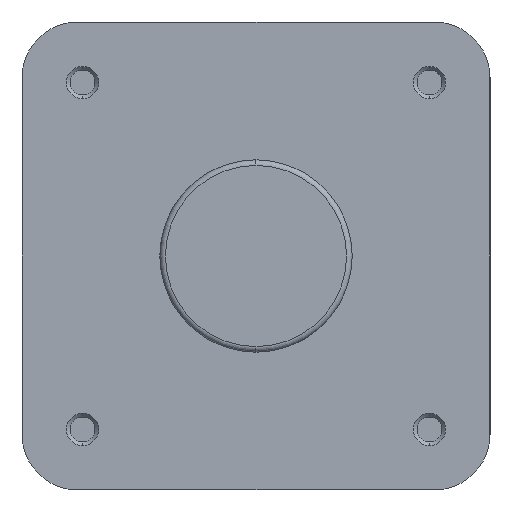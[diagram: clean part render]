
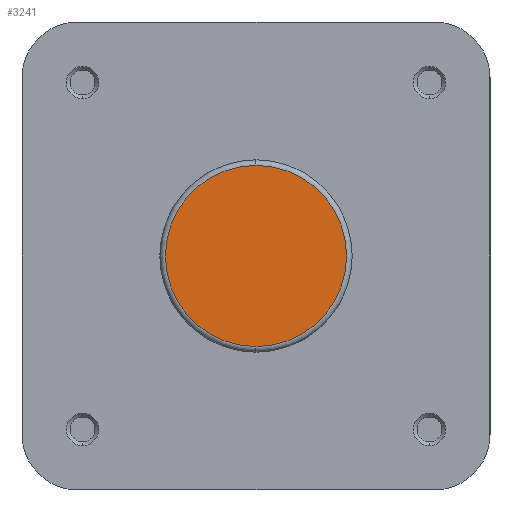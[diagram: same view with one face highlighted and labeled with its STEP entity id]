
A CAD part, left-side view. The second image highlights one B-rep face of the part: STEP entity #3241.
In plain terms, the highlighted planar face has unit normal (-1, 0, 0).
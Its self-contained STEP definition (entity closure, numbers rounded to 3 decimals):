
#548 = EDGE_CURVE ( 'NONE', #1773, #3343, #2361, .T. ) ;
#613 = EDGE_CURVE ( 'NONE', #3343, #1773, #2458, .T. ) ;
#802 = AXIS2_PLACEMENT_3D ( 'NONE', #3977, #3995, #3996 ) ;
#833 = AXIS2_PLACEMENT_3D ( 'NONE', #4158, #4160, #4161 ) ;
#1043 = AXIS2_PLACEMENT_3D ( 'NONE', #5176, #5182, #5183 ) ;
#1773 = VERTEX_POINT ( 'NONE', #4679 ) ;
#2361 = CIRCLE ( 'NONE', #802, 24.4 ) ;
#2458 = CIRCLE ( 'NONE', #833, 24.4 ) ;
#2861 = FACE_OUTER_BOUND ( 'NONE', #2896, .T. ) ;
#2896 = EDGE_LOOP ( 'NONE', ( #5771, #5770 ) ) ;
#3241 = ADVANCED_FACE ( 'NONE', ( #2861 ), #5173, .F. ) ;
#3343 = VERTEX_POINT ( 'NONE', #5441 ) ;
#3977 = CARTESIAN_POINT ( 'NONE',  ( 0., 0., 0. ) ) ;
#3995 = DIRECTION ( 'NONE',  ( -1., 0., 0. ) ) ;
#3996 = DIRECTION ( 'NONE',  ( 0., 0., -1. ) ) ;
#4158 = CARTESIAN_POINT ( 'NONE',  ( 0., 0., 0. ) ) ;
#4160 = DIRECTION ( 'NONE',  ( -1., 0., 0. ) ) ;
#4161 = DIRECTION ( 'NONE',  ( 0., 0., -1. ) ) ;
#4679 = CARTESIAN_POINT ( 'NONE',  ( 0., 0., -24.4 ) ) ;
#5173 = PLANE ( 'NONE',  #1043 ) ;
#5176 = CARTESIAN_POINT ( 'NONE',  ( 0., 0., 0. ) ) ;
#5182 = DIRECTION ( 'NONE',  ( 1., 0., 0. ) ) ;
#5183 = DIRECTION ( 'NONE',  ( 0., 0., -1. ) ) ;
#5441 = CARTESIAN_POINT ( 'NONE',  ( 0., 0., 24.4 ) ) ;
#5770 = ORIENTED_EDGE ( 'NONE', *, *, #613, .T. ) ;
#5771 = ORIENTED_EDGE ( 'NONE', *, *, #548, .T. ) ;
